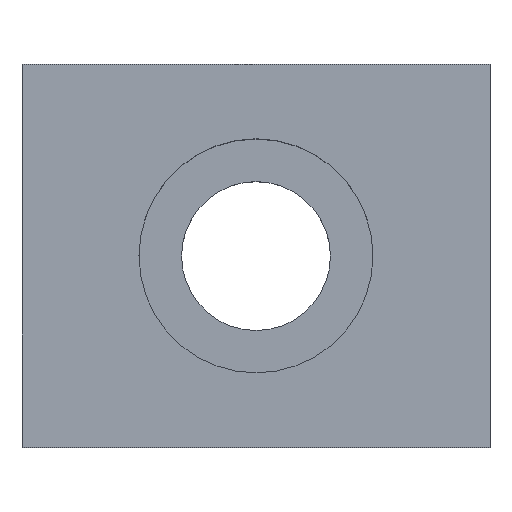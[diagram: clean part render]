
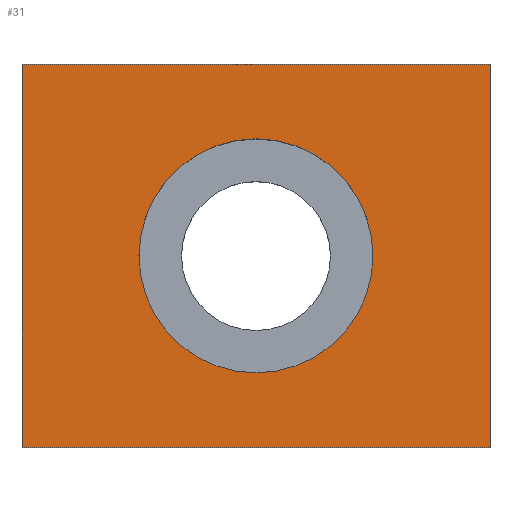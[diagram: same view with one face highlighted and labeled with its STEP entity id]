
A CAD part, top view. The second image highlights one B-rep face of the part: STEP entity #31.
In plain terms, the highlighted planar face has unit normal (0, 0, 1).
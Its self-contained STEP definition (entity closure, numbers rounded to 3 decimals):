
#4 = EDGE_LOOP ( 'NONE', ( #279, #265, #232, #344 ) ) ;
#8 = CIRCLE ( 'NONE', #223, 5.5 ) ;
#14 = LINE ( 'NONE', #190, #88 ) ;
#20 = VECTOR ( 'NONE', #341, 1000. ) ;
#31 = ADVANCED_FACE ( 'NONE', ( #386, #77 ), #173, .T. ) ;
#34 = CARTESIAN_POINT ( 'NONE',  ( 11., 9., 10. ) ) ;
#35 = EDGE_CURVE ( 'NONE', #348, #371, #195, .T. ) ;
#41 = CARTESIAN_POINT ( 'NONE',  ( 11., -9., 10. ) ) ;
#57 = CARTESIAN_POINT ( 'NONE',  ( 5.5, 0., 10. ) ) ;
#77 = FACE_BOUND ( 'NONE', #337, .T. ) ;
#87 = CARTESIAN_POINT ( 'NONE',  ( 0., 0., 10. ) ) ;
#88 = VECTOR ( 'NONE', #342, 1000. ) ;
#89 = EDGE_CURVE ( 'NONE', #245, #262, #209, .T. ) ;
#108 = ORIENTED_EDGE ( 'NONE', *, *, #140, .F. ) ;
#109 = CARTESIAN_POINT ( 'NONE',  ( 0., 0., 10. ) ) ;
#124 = CARTESIAN_POINT ( 'NONE',  ( -11., -9., 10. ) ) ;
#128 = DIRECTION ( 'NONE',  ( -1., 0., 0. ) ) ;
#129 = CARTESIAN_POINT ( 'NONE',  ( 11., -9., 10. ) ) ;
#132 = DIRECTION ( 'NONE',  ( 0., 0., 1. ) ) ;
#137 = ORIENTED_EDGE ( 'NONE', *, *, #89, .F. ) ;
#140 = EDGE_CURVE ( 'NONE', #262, #245, #8, .T. ) ;
#144 = CARTESIAN_POINT ( 'NONE',  ( -5.5, 0., 10. ) ) ;
#173 = PLANE ( 'NONE',  #307 ) ;
#174 = DIRECTION ( 'NONE',  ( 1., 0., 0. ) ) ;
#177 = CARTESIAN_POINT ( 'NONE',  ( -11., -9., 10. ) ) ;
#185 = LINE ( 'NONE', #335, #187 ) ;
#187 = VECTOR ( 'NONE', #128, 1000. ) ;
#190 = CARTESIAN_POINT ( 'NONE',  ( 11., -9., 10. ) ) ;
#195 = LINE ( 'NONE', #316, #290 ) ;
#209 = CIRCLE ( 'NONE', #309, 5.5 ) ;
#215 = EDGE_CURVE ( 'NONE', #371, #218, #326, .T. ) ;
#216 = DIRECTION ( 'NONE',  ( 1., 0., 0. ) ) ;
#218 = VERTEX_POINT ( 'NONE', #41 ) ;
#223 = AXIS2_PLACEMENT_3D ( 'NONE', #109, #387, #174 ) ;
#225 = DIRECTION ( 'NONE',  ( 1., 0., 0. ) ) ;
#232 = ORIENTED_EDGE ( 'NONE', *, *, #332, .T. ) ;
#245 = VERTEX_POINT ( 'NONE', #144 ) ;
#262 = VERTEX_POINT ( 'NONE', #57 ) ;
#265 = ORIENTED_EDGE ( 'NONE', *, *, #340, .T. ) ;
#279 = ORIENTED_EDGE ( 'NONE', *, *, #215, .T. ) ;
#290 = VECTOR ( 'NONE', #379, 1000. ) ;
#304 = DIRECTION ( 'NONE',  ( 0., 0., 1. ) ) ;
#307 = AXIS2_PLACEMENT_3D ( 'NONE', #129, #132, #225 ) ;
#309 = AXIS2_PLACEMENT_3D ( 'NONE', #87, #304, #216 ) ;
#316 = CARTESIAN_POINT ( 'NONE',  ( -11., 9., 10. ) ) ;
#326 = LINE ( 'NONE', #177, #20 ) ;
#332 = EDGE_CURVE ( 'NONE', #360, #348, #185, .T. ) ;
#335 = CARTESIAN_POINT ( 'NONE',  ( 11., 9., 10. ) ) ;
#337 = EDGE_LOOP ( 'NONE', ( #108, #137 ) ) ;
#340 = EDGE_CURVE ( 'NONE', #218, #360, #14, .T. ) ;
#341 = DIRECTION ( 'NONE',  ( 1., 0., 0. ) ) ;
#342 = DIRECTION ( 'NONE',  ( 0., 1., 0. ) ) ;
#344 = ORIENTED_EDGE ( 'NONE', *, *, #35, .T. ) ;
#348 = VERTEX_POINT ( 'NONE', #372 ) ;
#360 = VERTEX_POINT ( 'NONE', #34 ) ;
#371 = VERTEX_POINT ( 'NONE', #124 ) ;
#372 = CARTESIAN_POINT ( 'NONE',  ( -11., 9., 10. ) ) ;
#379 = DIRECTION ( 'NONE',  ( 0., -1., 0. ) ) ;
#386 = FACE_OUTER_BOUND ( 'NONE', #4, .T. ) ;
#387 = DIRECTION ( 'NONE',  ( 0., 0., 1. ) ) ;
